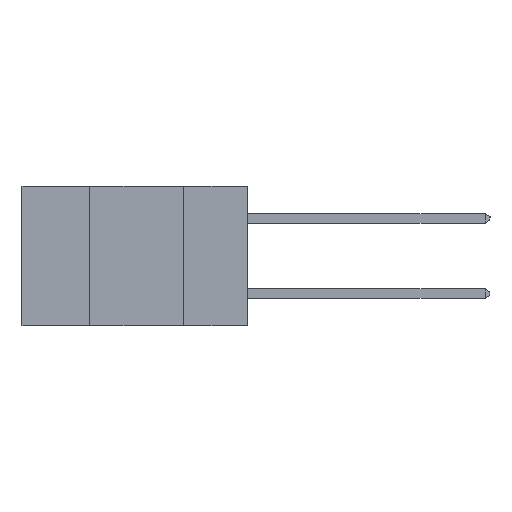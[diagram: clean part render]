
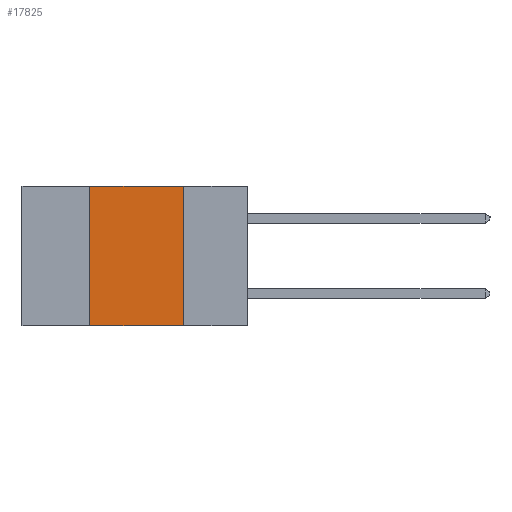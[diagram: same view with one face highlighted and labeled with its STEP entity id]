
A CAD part, left-side view. The second image highlights one B-rep face of the part: STEP entity #17825.
In plain terms, the highlighted planar face has unit normal (-1, 0, 0).
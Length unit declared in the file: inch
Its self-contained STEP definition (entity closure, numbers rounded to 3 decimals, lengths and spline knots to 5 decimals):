
#605 = DIRECTION ( 'NONE',  ( 0., -1., 0. ) ) ;
#1074 = CARTESIAN_POINT ( 'NONE',  ( 0., 0.17, -0.37 ) ) ;
#2535 = VERTEX_POINT ( 'NONE', #20950 ) ;
#2655 = ORIENTED_EDGE ( 'NONE', *, *, #8278, .T. ) ;
#2742 = ORIENTED_EDGE ( 'NONE', *, *, #5242, .F. ) ;
#2819 = VECTOR ( 'NONE', #12133, 39.37008 ) ;
#2905 = LINE ( 'NONE', #22467, #19069 ) ;
#3442 = VERTEX_POINT ( 'NONE', #18579 ) ;
#3779 = LINE ( 'NONE', #18044, #17921 ) ;
#4023 = DIRECTION ( 'NONE',  ( 0., 0., -1. ) ) ;
#4131 = DIRECTION ( 'NONE',  ( 1., 0., 0. ) ) ;
#5018 = VECTOR ( 'NONE', #605, 39.37008 ) ;
#5242 = EDGE_CURVE ( 'NONE', #10866, #2535, #2905, .T. ) ;
#5278 = EDGE_LOOP ( 'NONE', ( #18732, #16335, #2742, #2655 ) ) ;
#6080 = PLANE ( 'NONE',  #7084 ) ;
#6254 = LINE ( 'NONE', #18219, #5018 ) ;
#7084 = AXIS2_PLACEMENT_3D ( 'NONE', #18280, #4131, #4023 ) ;
#8278 = EDGE_CURVE ( 'NONE', #10866, #20482, #3779, .T. ) ;
#9982 = CARTESIAN_POINT ( 'NONE',  ( 0., 0.42, -0.37 ) ) ;
#10866 = VERTEX_POINT ( 'NONE', #9982 ) ;
#10898 = FACE_OUTER_BOUND ( 'NONE', #5278, .T. ) ;
#12133 = DIRECTION ( 'NONE',  ( 0., 0., -1. ) ) ;
#13493 = DIRECTION ( 'NONE',  ( 0., 0., 1. ) ) ;
#16335 = ORIENTED_EDGE ( 'NONE', *, *, #17034, .F. ) ;
#16852 = LINE ( 'NONE', #1074, #2819 ) ;
#17034 = EDGE_CURVE ( 'NONE', #2535, #3442, #6254, .T. ) ;
#17140 = EDGE_CURVE ( 'NONE', #3442, #20482, #16852, .T. ) ;
#17825 = ADVANCED_FACE ( 'NONE', ( #10898 ), #6080, .F. ) ;
#17921 = VECTOR ( 'NONE', #19764, 39.37008 ) ;
#18044 = CARTESIAN_POINT ( 'NONE',  ( 0., 0.6, -0.37 ) ) ;
#18219 = CARTESIAN_POINT ( 'NONE',  ( 0., 0.6, 0. ) ) ;
#18280 = CARTESIAN_POINT ( 'NONE',  ( 0., 0.6, 0. ) ) ;
#18579 = CARTESIAN_POINT ( 'NONE',  ( 0., 0.17, 0. ) ) ;
#18732 = ORIENTED_EDGE ( 'NONE', *, *, #17140, .F. ) ;
#19069 = VECTOR ( 'NONE', #13493, 39.37008 ) ;
#19653 = CARTESIAN_POINT ( 'NONE',  ( 0., 0.17, -0.37 ) ) ;
#19764 = DIRECTION ( 'NONE',  ( 0., -1., 0. ) ) ;
#20482 = VERTEX_POINT ( 'NONE', #19653 ) ;
#20950 = CARTESIAN_POINT ( 'NONE',  ( 0., 0.42, 0. ) ) ;
#22467 = CARTESIAN_POINT ( 'NONE',  ( 0., 0.42, -0.37 ) ) ;
